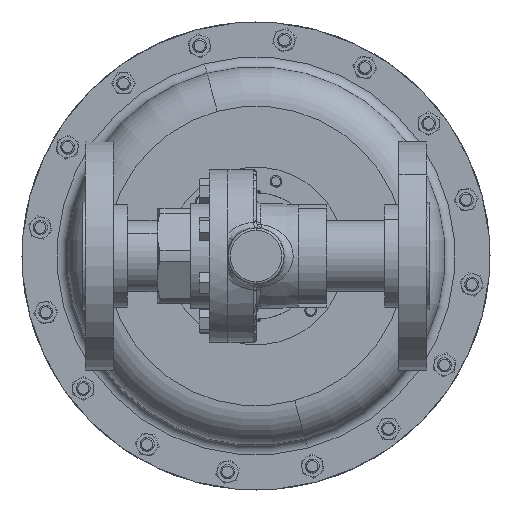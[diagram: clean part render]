
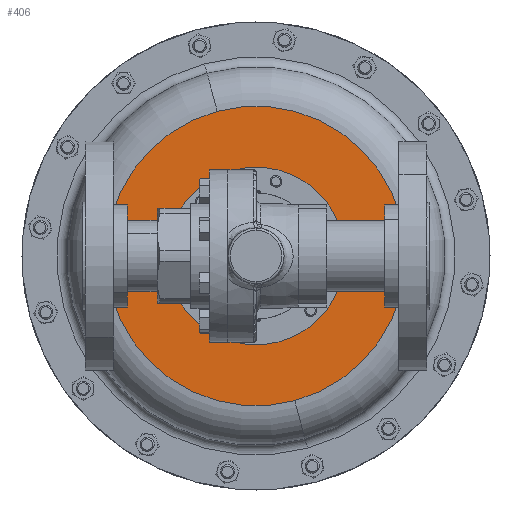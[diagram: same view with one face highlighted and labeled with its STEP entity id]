
A CAD part, front view. The second image highlights one B-rep face of the part: STEP entity #406.
In plain terms, the highlighted planar face has unit normal (0, -1, 0).
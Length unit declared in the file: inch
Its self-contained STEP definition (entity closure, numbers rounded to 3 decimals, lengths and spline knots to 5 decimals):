
#318 = VERTEX_POINT ( 'NONE', #17511 ) ;
#406 = ADVANCED_FACE ( 'NONE', ( #24102, #11435 ), #21132, .T. ) ;
#1105 = VERTEX_POINT ( 'NONE', #25200 ) ;
#4527 = EDGE_CURVE ( 'NONE', #318, #8775, #8924, .T. ) ;
#5235 = CARTESIAN_POINT ( 'NONE',  ( 0., 7.2525, 0. ) ) ;
#6237 = CARTESIAN_POINT ( 'NONE',  ( -1.03528, 7.2525, 3.8637 ) ) ;
#6926 = AXIS2_PLACEMENT_3D ( 'NONE', #13775, #12634, #11711 ) ;
#7735 = ORIENTED_EDGE ( 'NONE', *, *, #30582, .T. ) ;
#7755 = DIRECTION ( 'NONE',  ( -0.259, 0., 0.966 ) ) ;
#8775 = VERTEX_POINT ( 'NONE', #6237 ) ;
#8924 = CIRCLE ( 'NONE', #6926, 4. ) ;
#9645 = VERTEX_POINT ( 'NONE', #15208 ) ;
#9654 = CIRCLE ( 'NONE', #16077, 4. ) ;
#11435 = FACE_BOUND ( 'NONE', #26924, .T. ) ;
#11571 = EDGE_CURVE ( 'NONE', #9645, #1105, #17372, .T. ) ;
#11711 = DIRECTION ( 'NONE',  ( -0.259, 0., 0.966 ) ) ;
#11951 = CARTESIAN_POINT ( 'NONE',  ( 0., 7.2525, 0. ) ) ;
#12634 = DIRECTION ( 'NONE',  ( 0., 1., 0. ) ) ;
#12644 = AXIS2_PLACEMENT_3D ( 'NONE', #16506, #28441, #24822 ) ;
#13116 = ORIENTED_EDGE ( 'NONE', *, *, #11571, .T. ) ;
#13775 = CARTESIAN_POINT ( 'NONE',  ( 0., 7.2525, 0. ) ) ;
#14172 = ORIENTED_EDGE ( 'NONE', *, *, #29564, .F. ) ;
#14518 = DIRECTION ( 'NONE',  ( 0.707, 0., 0.707 ) ) ;
#15208 = CARTESIAN_POINT ( 'NONE',  ( 1.67938, 7.2525, 1.67938 ) ) ;
#16077 = AXIS2_PLACEMENT_3D ( 'NONE', #5235, #22919, #7755 ) ;
#16506 = CARTESIAN_POINT ( 'NONE',  ( 3.8637, 7.2525, 1.03528 ) ) ;
#17372 = CIRCLE ( 'NONE', #25462, 2.375 ) ;
#17511 = CARTESIAN_POINT ( 'NONE',  ( 1.03528, 7.2525, -3.8637 ) ) ;
#19567 = CIRCLE ( 'NONE', #23706, 2.375 ) ;
#20894 = ORIENTED_EDGE ( 'NONE', *, *, #4527, .F. ) ;
#21132 = PLANE ( 'NONE',  #12644 ) ;
#22919 = DIRECTION ( 'NONE',  ( 0., 1., 0. ) ) ;
#23706 = AXIS2_PLACEMENT_3D ( 'NONE', #11951, #29706, #14518 ) ;
#24102 = FACE_OUTER_BOUND ( 'NONE', #32370, .T. ) ;
#24736 = DIRECTION ( 'NONE',  ( 0., 1., 0. ) ) ;
#24822 = DIRECTION ( 'NONE',  ( 0.259, 0., -0.966 ) ) ;
#25200 = CARTESIAN_POINT ( 'NONE',  ( -1.67938, 7.2525, -1.67938 ) ) ;
#25462 = AXIS2_PLACEMENT_3D ( 'NONE', #29995, #24736, #32285 ) ;
#26924 = EDGE_LOOP ( 'NONE', ( #7735, #13116 ) ) ;
#28441 = DIRECTION ( 'NONE',  ( 0., -1., 0. ) ) ;
#29564 = EDGE_CURVE ( 'NONE', #8775, #318, #9654, .T. ) ;
#29706 = DIRECTION ( 'NONE',  ( 0., 1., 0. ) ) ;
#29995 = CARTESIAN_POINT ( 'NONE',  ( 0., 7.2525, 0. ) ) ;
#30582 = EDGE_CURVE ( 'NONE', #1105, #9645, #19567, .T. ) ;
#32285 = DIRECTION ( 'NONE',  ( 0.707, 0., 0.707 ) ) ;
#32370 = EDGE_LOOP ( 'NONE', ( #14172, #20894 ) ) ;
